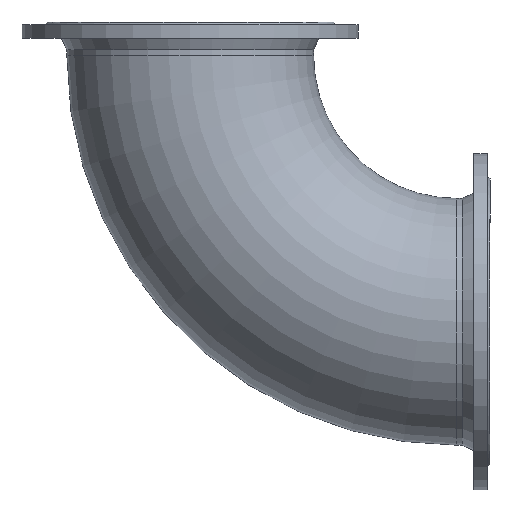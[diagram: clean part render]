
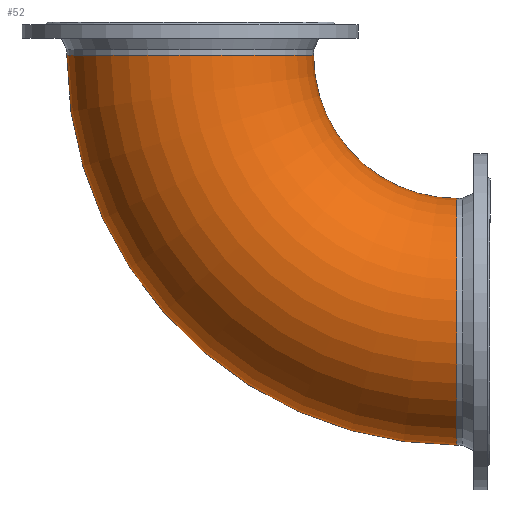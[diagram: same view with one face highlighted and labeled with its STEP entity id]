
A CAD part, front view. The second image highlights one B-rep face of the part: STEP entity #52.
In plain terms, the highlighted toroidal (fillet/blend) face has major radius 400 mm and minor radius 185.2 mm.
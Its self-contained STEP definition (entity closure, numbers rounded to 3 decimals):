
#52 = ADVANCED_FACE ( 'NONE', ( #1516, #1521 ), #1511, .T. ) ;
#135 = ORIENTED_EDGE ( 'NONE', *, *, #507, .F. ) ;
#136 = ORIENTED_EDGE ( 'NONE', *, *, #504, .T. ) ;
#281 = EDGE_LOOP ( 'NONE', ( #136 ) ) ;
#283 = EDGE_LOOP ( 'NONE', ( #135 ) ) ;
#345 = AXIS2_PLACEMENT_3D ( 'NONE', #1229, #1227, #1231 ) ;
#385 = AXIS2_PLACEMENT_3D ( 'NONE', #687, #688, #689 ) ;
#388 = AXIS2_PLACEMENT_3D ( 'NONE', #696, #697, #698 ) ;
#504 = EDGE_CURVE ( 'NONE', #1639, #1639, #1558, .T. ) ;
#507 = EDGE_CURVE ( 'NONE', #1642, #1642, #1561, .T. ) ;
#687 = CARTESIAN_POINT ( 'NONE',  ( 400., 0., -446. ) ) ;
#688 = DIRECTION ( 'NONE',  ( -1., 0., 0. ) ) ;
#689 = DIRECTION ( 'NONE',  ( 0., 0., 1. ) ) ;
#696 = CARTESIAN_POINT ( 'NONE',  ( 0., 0., -46. ) ) ;
#697 = DIRECTION ( 'NONE',  ( 0., 0., 1. ) ) ;
#698 = DIRECTION ( 'NONE',  ( 1., 0., 0. ) ) ;
#924 = CARTESIAN_POINT ( 'NONE',  ( 400., 0., -260.8 ) ) ;
#927 = CARTESIAN_POINT ( 'NONE',  ( 185.2, 0., -46. ) ) ;
#1227 = DIRECTION ( 'NONE',  ( 0., -1., 0. ) ) ;
#1229 = CARTESIAN_POINT ( 'NONE',  ( 400., 0., -46. ) ) ;
#1231 = DIRECTION ( 'NONE',  ( 0., 0., -1. ) ) ;
#1511 = TOROIDAL_SURFACE ( 'NONE', #345, 400., 185.2 ) ;
#1516 = FACE_OUTER_BOUND ( 'NONE', #283, .T. ) ;
#1521 = FACE_OUTER_BOUND ( 'NONE', #281, .T. ) ;
#1558 = CIRCLE ( 'NONE', #385, 185.2 ) ;
#1561 = CIRCLE ( 'NONE', #388, 185.2 ) ;
#1639 = VERTEX_POINT ( 'NONE', #924 ) ;
#1642 = VERTEX_POINT ( 'NONE', #927 ) ;
